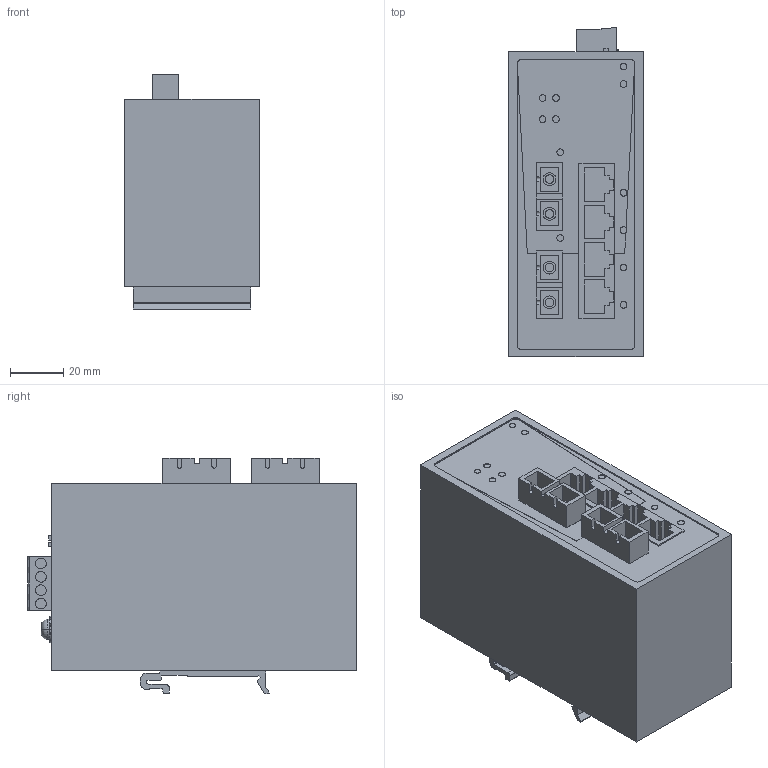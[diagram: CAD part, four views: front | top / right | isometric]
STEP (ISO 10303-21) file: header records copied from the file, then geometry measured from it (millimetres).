
FILE_DESCRIPTION(('CATIA V5 STEP Exchange','CAx-IF Rec.Pracs.--- Model Styling and Organization---1.4--- 2014-01-23'),'2;1');
FILE_NAME ('8903774_6_1504210000_S3D_IE_SW_BL06T_BL06_4POE_2SC.stp','2019-11-25T14:18:08+00:00',('none'),('Weidmueller'),'CATIA Version 5-6 Release 2016 SP3 HF44','CATIA V5 STEP AP214','none');
FILE_SCHEMA(('AUTOMOTIVE_DESIGN { 1 0 10303 214 1 1 1 1 }'));
Length unit declared in the file: millimetre
Products named in the file (1): 1504210000
Bounding box: 50.3 x 123.05 x 88.21 mm (x, y, z)
Volume: 405132.7 mm3; surface area: 62696.9 mm2
Topology: 31 solids, 31 shells, 547 faces, 1356 edges, 904 vertices
Faces by surface type: plane 368, cylinder 172, extrusion 5, torus 2
Entity records: 16823 total; most frequent: CARTESIAN_POINT 3625, ORIENTED_EDGE 2712, DIRECTION 2191, EDGE_CURVE 1356, VECTOR 989, LINE 984, VERTEX_POINT 904, AXIS2_PLACEMENT_3D 743
